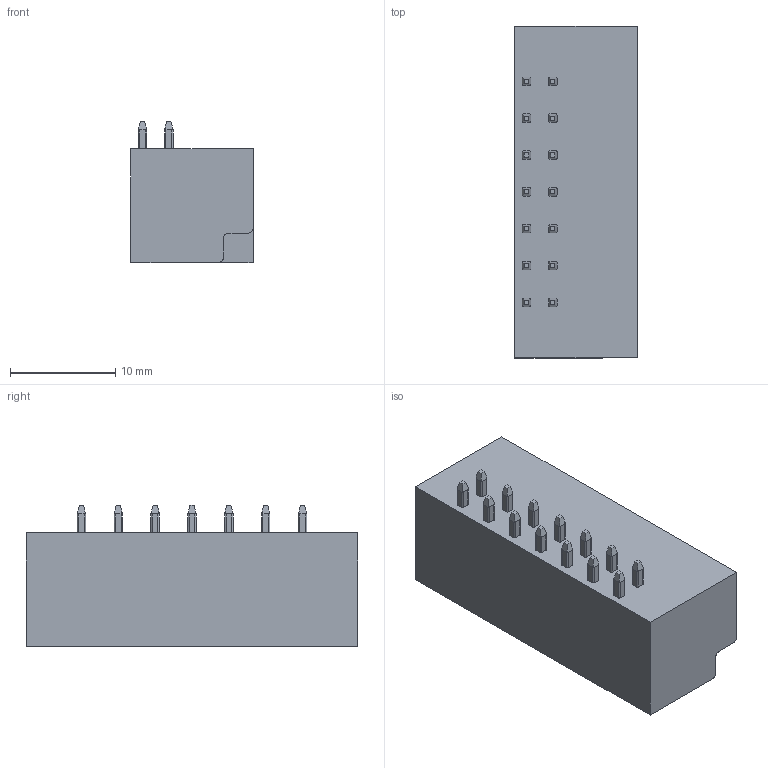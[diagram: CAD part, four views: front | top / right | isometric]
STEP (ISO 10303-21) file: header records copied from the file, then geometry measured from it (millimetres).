
FILE_DESCRIPTION((''),'2;1');
FILE_NAME('1111','2024-11-15T17:16:13',('tluser'),(''),'CREO PARAMETRIC BY PTC INC, 2018100','CREO PARAMETRIC BY PTC INC, 2018100','');
FILE_SCHEMA(('CONFIG_CONTROL_DESIGN'));
Length unit declared in the file: millimetre
Products named in the file (1): 1111
Bounding box: 11.6 x 31.5 x 13.4 mm (x, y, z)
Volume: 2933.3 mm3; surface area: 2752.1 mm2
Topology: 1 solids, 1 shells, 628 faces, 1779 edges, 1186 vertices
Faces by surface type: plane 409, cylinder 170, extrusion 49
Entity records: 20940 total; most frequent: CARTESIAN_POINT 4883, ORIENTED_EDGE 3558, DIRECTION 2962, EDGE_CURVE 1779, VECTOR 1278, LINE 1229, VERTEX_POINT 1186, AXIS2_PLACEMENT_3D 842
